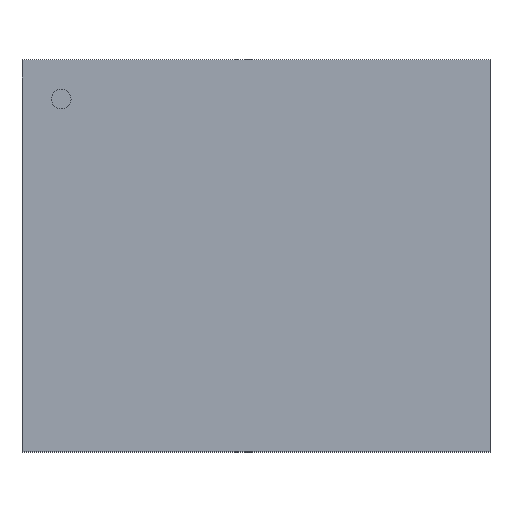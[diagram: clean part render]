
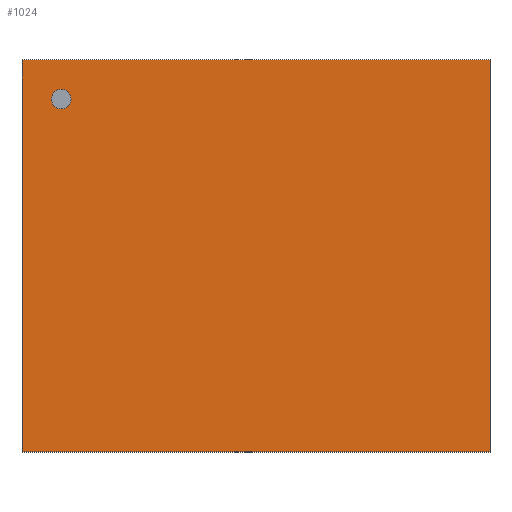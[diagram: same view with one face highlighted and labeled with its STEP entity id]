
A CAD part, top view. The second image highlights one B-rep face of the part: STEP entity #1024.
In plain terms, the highlighted planar face has unit normal (0, 0, 1).
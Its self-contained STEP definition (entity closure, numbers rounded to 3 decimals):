
#800=CARTESIAN_POINT('',(3.048,-2.553,0.991));
#799=VERTEX_POINT('',#800);
#810=CARTESIAN_POINT('',(-3.048,-2.553,0.991));
#809=VERTEX_POINT('',#810);
#808=EDGE_CURVE('',#809,#799,#813,.T.);
#813=LINE('',#810,#815);
#815=VECTOR('',#816,6.096);
#816=DIRECTION('',(1.0,0.0,0.0));
#849=CARTESIAN_POINT('',(3.048,2.553,0.991));
#848=VERTEX_POINT('',#849);
#857=EDGE_CURVE('',#799,#848,#862,.T.);
#862=LINE('',#800,#864);
#864=VECTOR('',#865,5.105);
#865=DIRECTION('',(0.0,1.0,0.0));
#898=CARTESIAN_POINT('',(-3.048,2.553,0.991));
#897=VERTEX_POINT('',#898);
#906=EDGE_CURVE('',#848,#897,#911,.T.);
#911=LINE('',#849,#913);
#913=VECTOR('',#914,6.096);
#914=DIRECTION('',(-1.0,0.0,0.0));
#955=EDGE_CURVE('',#897,#809,#960,.T.);
#960=LINE('',#898,#962);
#962=VECTOR('',#963,5.105);
#963=DIRECTION('',(0.0,-1.0,0.0));
#1024=ADVANCED_FACE('',(#1030),#1025,.T.);
#1025=PLANE('',#1026);
#1026=AXIS2_PLACEMENT_3D('',#1027,#1028,#1029);
#1027=CARTESIAN_POINT('',(-3.048,-2.553,0.991));
#1028=DIRECTION('',(0.0,0.0,1.0));
#1029=DIRECTION('',(0.,1.,0.));
#1030=FACE_OUTER_BOUND('',#1031,.T.);
#1031=EDGE_LOOP('',(#1032,#1042,#1052,#1062));
#1032=ORIENTED_EDGE('',*,*,#808,.T.);
#1042=ORIENTED_EDGE('',*,*,#857,.T.);
#1052=ORIENTED_EDGE('',*,*,#906,.T.);
#1062=ORIENTED_EDGE('',*,*,#955,.T.);
